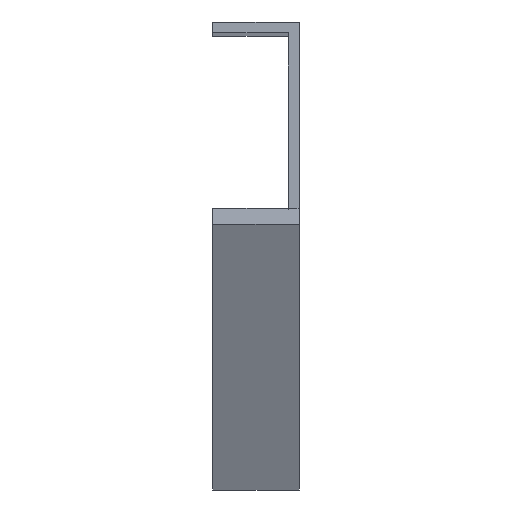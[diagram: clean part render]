
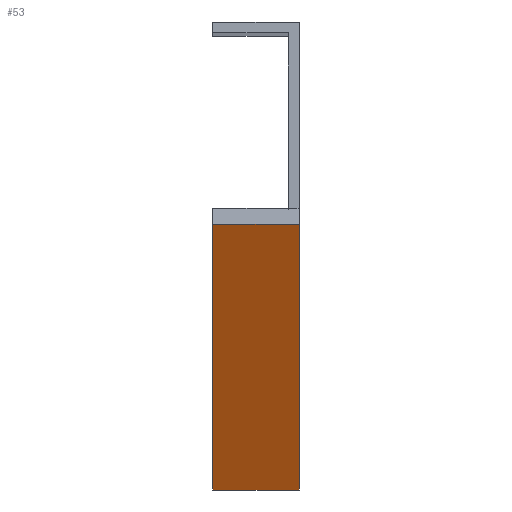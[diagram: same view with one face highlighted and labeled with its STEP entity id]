
A CAD part, top view. The second image highlights one B-rep face of the part: STEP entity #53.
In plain terms, the highlighted planar face has unit normal (0, -0.991, 0.132).
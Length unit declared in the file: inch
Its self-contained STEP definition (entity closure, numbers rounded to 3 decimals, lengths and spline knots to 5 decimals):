
#53 = ADVANCED_FACE ( 'NONE', ( #568 ), #569, .F. ) ;
#91 = AXIS2_PLACEMENT_3D ( 'NONE', #567, #459, #458 ) ;
#176 = VECTOR ( 'NONE', #899, 39.37008 ) ;
#210 = VECTOR ( 'NONE', #1022, 39.37008 ) ;
#232 = VECTOR ( 'NONE', #1031, 39.37008 ) ;
#233 = VECTOR ( 'NONE', #1034, 39.37008 ) ;
#430 = ORIENTED_EDGE ( 'NONE', *, *, #1199, .T. ) ;
#431 = ORIENTED_EDGE ( 'NONE', *, *, #1200, .T. ) ;
#432 = ORIENTED_EDGE ( 'NONE', *, *, #1155, .T. ) ;
#433 = ORIENTED_EDGE ( 'NONE', *, *, #1196, .T. ) ;
#458 = DIRECTION ( 'NONE',  ( 0., 0.132, 0.991 ) ) ;
#459 = DIRECTION ( 'NONE',  ( 0., 0.991, -0.132 ) ) ;
#488 = VERTEX_POINT ( 'NONE', #748 ) ;
#494 = VERTEX_POINT ( 'NONE', #754 ) ;
#496 = VERTEX_POINT ( 'NONE', #756 ) ;
#508 = VERTEX_POINT ( 'NONE', #768 ) ;
#557 = EDGE_LOOP ( 'NONE', ( #430, #431, #432, #433 ) ) ;
#567 = CARTESIAN_POINT ( 'NONE',  ( -1.9375, -99.87171, 1.79956 ) ) ;
#568 = FACE_OUTER_BOUND ( 'NONE', #557, .T. ) ;
#569 = PLANE ( 'NONE',  #91 ) ;
#748 = CARTESIAN_POINT ( 'NONE',  ( -1.9375, -93.87171, 46.79956 ) ) ;
#754 = CARTESIAN_POINT ( 'NONE',  ( -3.9085, -93.87171, 46.79956 ) ) ;
#756 = CARTESIAN_POINT ( 'NONE',  ( -3.9085, -99.85342, 1.93673 ) ) ;
#768 = CARTESIAN_POINT ( 'NONE',  ( -1.9375, -99.85342, 1.93673 ) ) ;
#896 = LINE ( 'NONE', #898, #176 ) ;
#898 = CARTESIAN_POINT ( 'NONE',  ( -1.9375, -93.87171, 46.79956 ) ) ;
#899 = DIRECTION ( 'NONE',  ( 0., 0.132, 0.991 ) ) ;
#971 = LINE ( 'NONE', #1021, #210 ) ;
#1021 = CARTESIAN_POINT ( 'NONE',  ( -1.9375, -93.87171, 46.79956 ) ) ;
#1022 = DIRECTION ( 'NONE',  ( -1., 0., 0. ) ) ;
#1029 = LINE ( 'NONE', #1030, #232 ) ;
#1030 = CARTESIAN_POINT ( 'NONE',  ( -3.9085, -93.87171, 46.79956 ) ) ;
#1031 = DIRECTION ( 'NONE',  ( 0., -0.132, -0.991 ) ) ;
#1032 = LINE ( 'NONE', #1033, #233 ) ;
#1033 = CARTESIAN_POINT ( 'NONE',  ( -1.9375, -99.85342, 1.93673 ) ) ;
#1034 = DIRECTION ( 'NONE',  ( 1., 0., 0. ) ) ;
#1155 = EDGE_CURVE ( 'NONE', #508, #488, #896, .T. ) ;
#1196 = EDGE_CURVE ( 'NONE', #488, #494, #971, .T. ) ;
#1199 = EDGE_CURVE ( 'NONE', #494, #496, #1029, .T. ) ;
#1200 = EDGE_CURVE ( 'NONE', #496, #508, #1032, .T. ) ;
